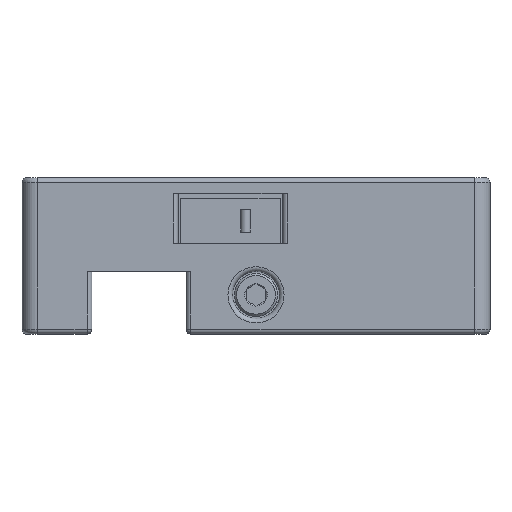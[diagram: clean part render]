
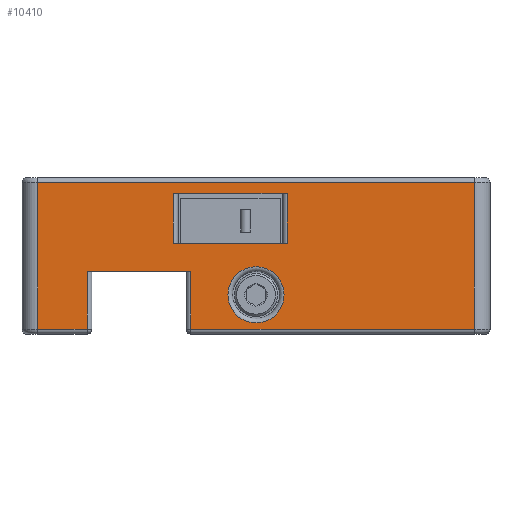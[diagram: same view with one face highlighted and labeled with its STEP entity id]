
A CAD part, top view. The second image highlights one B-rep face of the part: STEP entity #10410.
In plain terms, the highlighted planar face has unit normal (0, 0, 1).
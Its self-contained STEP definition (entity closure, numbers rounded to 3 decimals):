
#820=FACE_BOUND('',#2267,.T.);
#821=FACE_BOUND('',#2268,.T.);
#1084=PLANE('',#11351);
#1634=FACE_OUTER_BOUND('',#2266,.T.);
#2266=EDGE_LOOP('',(#9403,#9404,#9405,#9406,#9407,#9408,#9409,#9410));
#2267=EDGE_LOOP('',(#9411,#9412,#9413,#9414));
#2268=EDGE_LOOP('',(#9415));
#2958=LINE('',#28879,#3654);
#2959=LINE('',#28881,#3655);
#2960=LINE('',#28883,#3656);
#2961=LINE('',#28885,#3657);
#2962=LINE('',#28887,#3658);
#2963=LINE('',#28889,#3659);
#2964=LINE('',#28891,#3660);
#2965=LINE('',#28892,#3661);
#2966=LINE('',#28895,#3662);
#2967=LINE('',#28897,#3663);
#2968=LINE('',#28899,#3664);
#2969=LINE('',#28900,#3665);
#3654=VECTOR('',#13702,10.);
#3655=VECTOR('',#13703,10.);
#3656=VECTOR('',#13704,10.);
#3657=VECTOR('',#13705,10.);
#3658=VECTOR('',#13706,10.);
#3659=VECTOR('',#13707,10.);
#3660=VECTOR('',#13708,10.);
#3661=VECTOR('',#13709,10.);
#3662=VECTOR('',#13710,10.);
#3663=VECTOR('',#13711,10.);
#3664=VECTOR('',#13712,10.);
#3665=VECTOR('',#13713,10.);
#4091=CIRCLE('',#11349,3.6);
#5065=VERTEX_POINT('',#28873);
#5066=VERTEX_POINT('',#28877);
#5067=VERTEX_POINT('',#28878);
#5068=VERTEX_POINT('',#28880);
#5069=VERTEX_POINT('',#28882);
#5070=VERTEX_POINT('',#28884);
#5071=VERTEX_POINT('',#28886);
#5072=VERTEX_POINT('',#28888);
#5073=VERTEX_POINT('',#28890);
#5074=VERTEX_POINT('',#28893);
#5075=VERTEX_POINT('',#28894);
#5076=VERTEX_POINT('',#28896);
#5077=VERTEX_POINT('',#28898);
#6523=EDGE_CURVE('',#5065,#5065,#4091,.T.);
#6525=EDGE_CURVE('',#5066,#5067,#2958,.T.);
#6526=EDGE_CURVE('',#5068,#5066,#2959,.T.);
#6527=EDGE_CURVE('',#5069,#5068,#2960,.T.);
#6528=EDGE_CURVE('',#5070,#5069,#2961,.T.);
#6529=EDGE_CURVE('',#5071,#5070,#2962,.T.);
#6530=EDGE_CURVE('',#5072,#5071,#2963,.T.);
#6531=EDGE_CURVE('',#5073,#5072,#2964,.T.);
#6532=EDGE_CURVE('',#5067,#5073,#2965,.T.);
#6533=EDGE_CURVE('',#5074,#5075,#2966,.T.);
#6534=EDGE_CURVE('',#5076,#5075,#2967,.T.);
#6535=EDGE_CURVE('',#5076,#5077,#2968,.T.);
#6536=EDGE_CURVE('',#5074,#5077,#2969,.T.);
#9403=ORIENTED_EDGE('',*,*,#6525,.F.);
#9404=ORIENTED_EDGE('',*,*,#6526,.F.);
#9405=ORIENTED_EDGE('',*,*,#6527,.F.);
#9406=ORIENTED_EDGE('',*,*,#6528,.F.);
#9407=ORIENTED_EDGE('',*,*,#6529,.F.);
#9408=ORIENTED_EDGE('',*,*,#6530,.F.);
#9409=ORIENTED_EDGE('',*,*,#6531,.F.);
#9410=ORIENTED_EDGE('',*,*,#6532,.F.);
#9411=ORIENTED_EDGE('',*,*,#6533,.T.);
#9412=ORIENTED_EDGE('',*,*,#6534,.F.);
#9413=ORIENTED_EDGE('',*,*,#6535,.T.);
#9414=ORIENTED_EDGE('',*,*,#6536,.F.);
#9415=ORIENTED_EDGE('',*,*,#6523,.F.);
#10410=ADVANCED_FACE('',(#1634,#820,#821),#1084,.T.);
#11349=AXIS2_PLACEMENT_3D('',#28874,#13696,#13697);
#11351=AXIS2_PLACEMENT_3D('',#28876,#13700,#13701);
#13696=DIRECTION('center_axis',(0.,0.,1.));
#13697=DIRECTION('ref_axis',(-1.,0.,0.));
#13700=DIRECTION('center_axis',(0.,0.,1.));
#13701=DIRECTION('ref_axis',(1.,0.,0.));
#13702=DIRECTION('',(-1.,0.,0.));
#13703=DIRECTION('',(0.,-1.,0.));
#13704=DIRECTION('',(-1.,0.,0.));
#13705=DIRECTION('',(0.,1.,0.));
#13706=DIRECTION('',(-1.,0.,0.));
#13707=DIRECTION('',(0.,-1.,0.));
#13708=DIRECTION('',(1.,0.,0.));
#13709=DIRECTION('',(0.,1.,0.));
#13710=DIRECTION('',(-1.,0.,0.));
#13711=DIRECTION('',(0.,-1.,0.));
#13712=DIRECTION('',(1.,0.,0.));
#13713=DIRECTION('',(0.,1.,0.));
#28873=CARTESIAN_POINT('',(3.6,5.,0.));
#28874=CARTESIAN_POINT('Origin',(0.,5.,0.));
#28876=CARTESIAN_POINT('Origin',(0.,10.,0.));
#28877=CARTESIAN_POINT('',(-21.65,0.6,0.));
#28878=CARTESIAN_POINT('',(-28.,0.6,0.));
#28879=CARTESIAN_POINT('',(-10.525,0.6,0.));
#28880=CARTESIAN_POINT('',(-21.65,8.,0.));
#28881=CARTESIAN_POINT('',(-21.65,9.,0.));
#28882=CARTESIAN_POINT('',(-8.35,8.,0.));
#28883=CARTESIAN_POINT('',(-8.95,8.,0.));
#28884=CARTESIAN_POINT('',(-8.35,0.6,0.));
#28885=CARTESIAN_POINT('',(-8.35,5.,0.));
#28886=CARTESIAN_POINT('',(28.,0.6,0.));
#28887=CARTESIAN_POINT('',(15.,0.6,0.));
#28888=CARTESIAN_POINT('',(28.,19.4,0.));
#28889=CARTESIAN_POINT('',(28.,15.,0.));
#28890=CARTESIAN_POINT('',(-28.,19.4,0.));
#28891=CARTESIAN_POINT('',(-15.,19.4,0.));
#28892=CARTESIAN_POINT('',(-28.,5.,0.));
#28893=CARTESIAN_POINT('',(4.,11.6,0.));
#28894=CARTESIAN_POINT('',(-10.6,11.6,0.));
#28895=CARTESIAN_POINT('',(1.7,11.6,0.));
#28896=CARTESIAN_POINT('',(-10.6,18.,0.));
#28897=CARTESIAN_POINT('',(-10.6,10.8,0.));
#28898=CARTESIAN_POINT('',(4.,18.,0.));
#28899=CARTESIAN_POINT('',(-5.,18.,0.));
#28900=CARTESIAN_POINT('',(4.,14.,0.));
